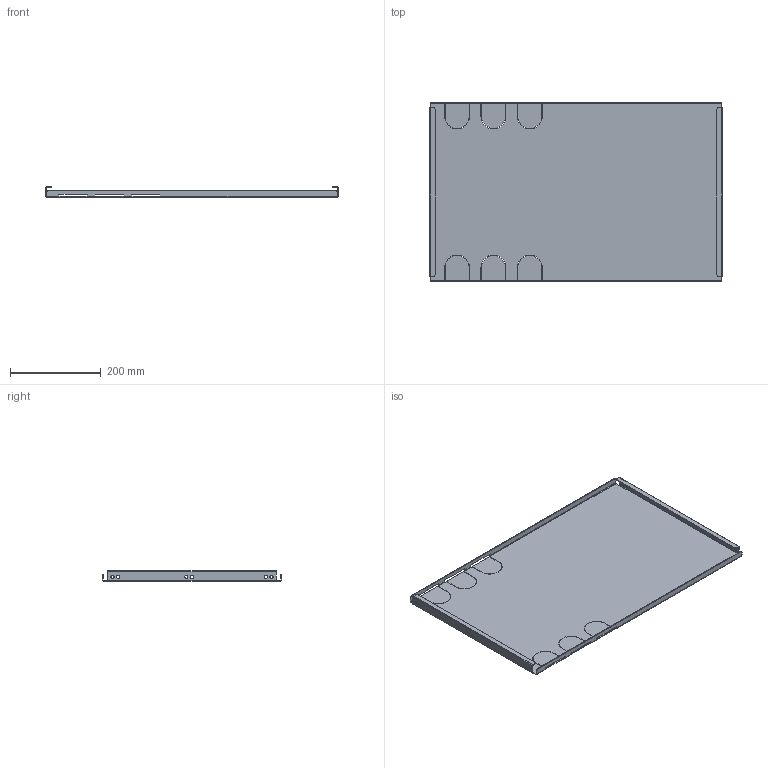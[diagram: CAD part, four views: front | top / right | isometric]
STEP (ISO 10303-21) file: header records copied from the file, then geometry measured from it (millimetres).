
FILE_DESCRIPTION (( 'STEP AP214' ), '1' );
FILE_NAME ('Ïàíåëü êàáåëüíàÿ 645õ400.STEP', '2022-04-04T10:31:45', ( '' ), ( '' ), 'SwSTEP 2.0', 'SolidWorks 2017', '' );
FILE_SCHEMA (( 'AUTOMOTIVE_DESIGN' ));
Length unit declared in the file: millimetre
Products named in the file (1): Ïàíåëü êàáåëüíàÿ 645õ400
Bounding box: 643.4 x 394 x 22.2 mm (x, y, z)
Volume: 346831.3 mm3; surface area: 584026.9 mm2
Topology: 1 solids, 1 shells, 234 faces, 684 edges, 440 vertices
Faces by surface type: plane 154, cylinder 80
Entity records: 7838 total; most frequent: ORIENTED_EDGE 1368, CARTESIAN_POINT 1359, DIRECTION 1314, EDGE_CURVE 684, VECTOR 524, LINE 524, VERTEX_POINT 440, AXIS2_PLACEMENT_3D 395
